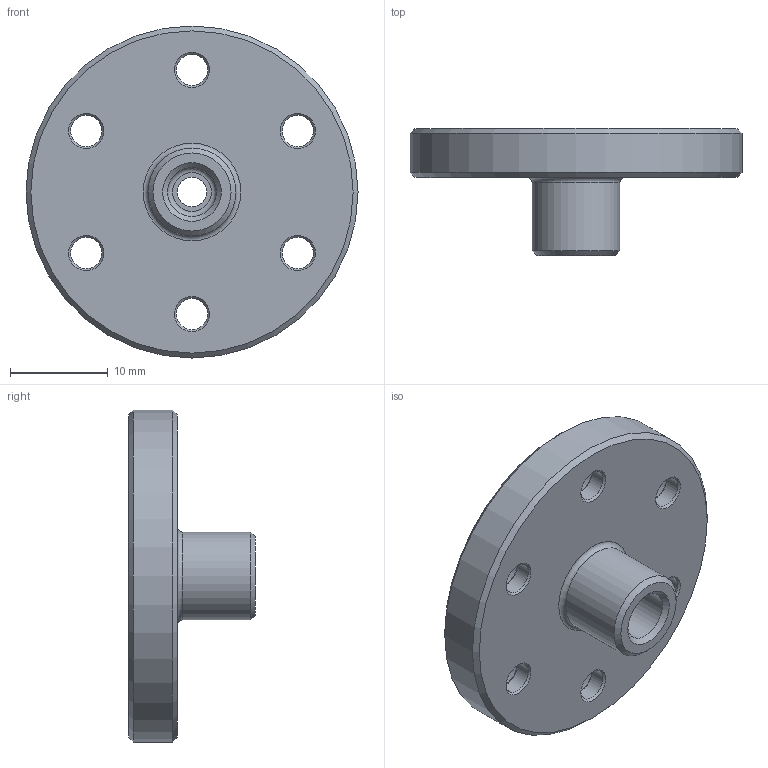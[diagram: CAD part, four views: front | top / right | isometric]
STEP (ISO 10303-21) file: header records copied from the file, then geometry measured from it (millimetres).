
FILE_DESCRIPTION(/* description */ (''),/* implementation_level */ '2;1');
FILE_NAME(/* name */ 'TWR.2A.4.02.01.004_pyro_charge_opening.stp',/* time_stamp */ '2023-04-17T03:21:59+02:00',/* author */ (''),/* organization */ (''),/* preprocessor_version */ 'ST-DEVELOPER v18.101',/* originating_system */ 'SIEMENS PLM Software NX 2011',/* authorisation */ '');
FILE_SCHEMA (('AUTOMOTIVE_DESIGN { 1 0 10303 214 3 1 1 1 }'));
Length unit declared in the file: millimetre
Products named in the file (1): main_valve_charge_flange
Bounding box: 34 x 13 x 34 mm (x, y, z)
Volume: 4106.1 mm3; surface area: 3029.3 mm2
Topology: 1 solids, 1 shells, 50 faces, 102 edges, 62 vertices
Faces by surface type: cylinder 16, cone 16, plane 10, torus 8
Full cylindrical faces by diameter (mm): 3 x1, 3.2 x6, 5 x1, 6.5 x6, 9 x1, 34 x1
Entity records: 1116 total; most frequent: DIRECTION 214, CARTESIAN_POINT 163, FACE_BOUND 112, EDGE_LOOP 112, ORIENTED_EDGE 112, AXIS2_PLACEMENT_3D 107, VERTEX_POINT 56, EDGE_CURVE 56
